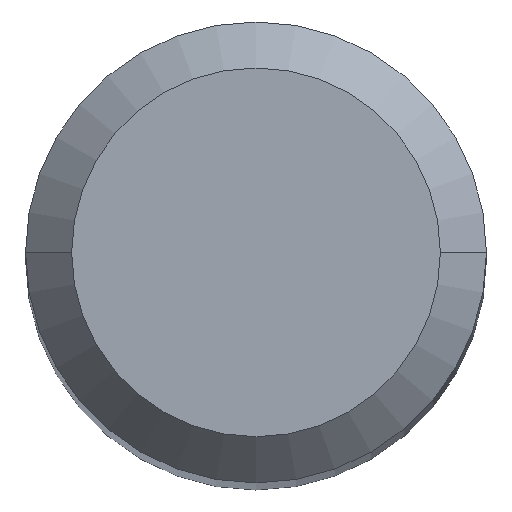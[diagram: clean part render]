
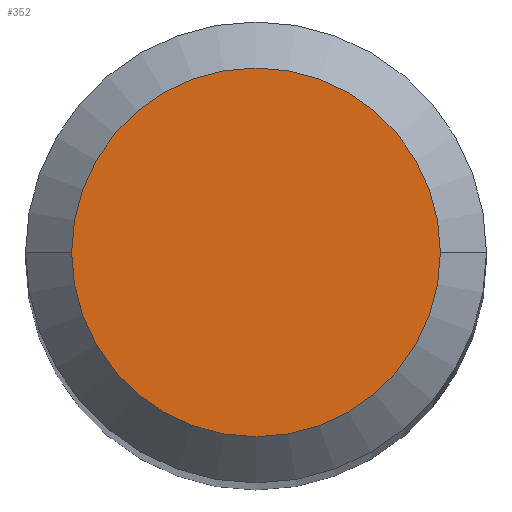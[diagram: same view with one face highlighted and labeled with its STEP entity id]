
A CAD part, top view. The second image highlights one B-rep face of the part: STEP entity #352.
In plain terms, the highlighted planar face has unit normal (0, 0, 1).
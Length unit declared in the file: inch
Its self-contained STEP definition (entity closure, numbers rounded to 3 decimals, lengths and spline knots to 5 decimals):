
#30 = DIRECTION ( 'NONE',  ( -1., 0., 0. ) ) ;
#32 = CARTESIAN_POINT ( 'NONE',  ( 0.04724, 0., 0. ) ) ;
#46 = DIRECTION ( 'NONE',  ( 0., 0., 1. ) ) ;
#57 = CIRCLE ( 'NONE', #194, 0.04724 ) ;
#66 = AXIS2_PLACEMENT_3D ( 'NONE', #437, #130, #30 ) ;
#82 = VERTEX_POINT ( 'NONE', #32 ) ;
#84 = CARTESIAN_POINT ( 'NONE',  ( 0., 0., 0. ) ) ;
#89 = EDGE_CURVE ( 'NONE', #382, #82, #57, .T. ) ;
#104 = DIRECTION ( 'NONE',  ( 0., 0., 1. ) ) ;
#130 = DIRECTION ( 'NONE',  ( 0., 0., -1. ) ) ;
#156 = FACE_OUTER_BOUND ( 'NONE', #208, .T. ) ;
#159 = EDGE_CURVE ( 'NONE', #82, #382, #250, .T. ) ;
#168 = DIRECTION ( 'NONE',  ( 1., 0., 0. ) ) ;
#194 = AXIS2_PLACEMENT_3D ( 'NONE', #483, #104, #168 ) ;
#208 = EDGE_LOOP ( 'NONE', ( #275, #355 ) ) ;
#225 = AXIS2_PLACEMENT_3D ( 'NONE', #84, #46, #315 ) ;
#250 = CIRCLE ( 'NONE', #225, 0.04724 ) ;
#275 = ORIENTED_EDGE ( 'NONE', *, *, #89, .T. ) ;
#291 = CARTESIAN_POINT ( 'NONE',  ( -0.04724, 0., 0. ) ) ;
#315 = DIRECTION ( 'NONE',  ( 1., 0., 0. ) ) ;
#352 = ADVANCED_FACE ( 'NONE', ( #156 ), #467, .F. ) ;
#355 = ORIENTED_EDGE ( 'NONE', *, *, #159, .T. ) ;
#382 = VERTEX_POINT ( 'NONE', #291 ) ;
#437 = CARTESIAN_POINT ( 'NONE',  ( 0., 0., 0. ) ) ;
#467 = PLANE ( 'NONE',  #66 ) ;
#483 = CARTESIAN_POINT ( 'NONE',  ( 0., 0., 0. ) ) ;
